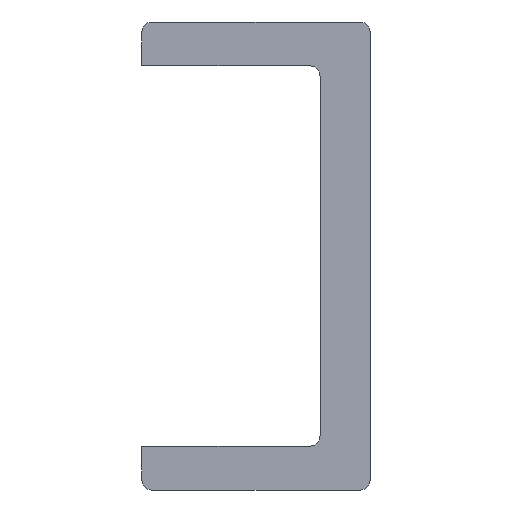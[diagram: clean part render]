
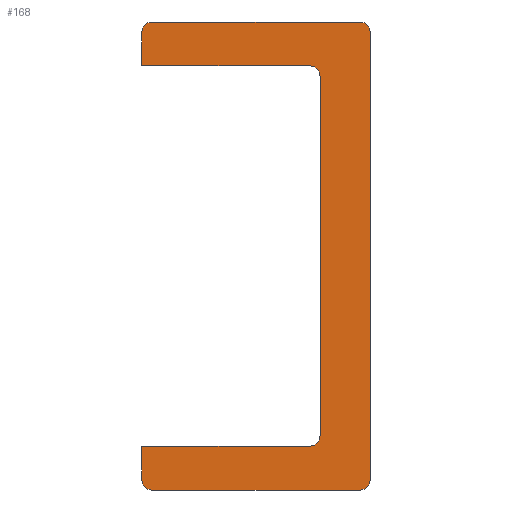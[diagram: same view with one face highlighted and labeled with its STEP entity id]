
A CAD part, front view. The second image highlights one B-rep face of the part: STEP entity #168.
In plain terms, the highlighted planar face has unit normal (0, -1, 0).
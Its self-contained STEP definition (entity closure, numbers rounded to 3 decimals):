
#168 = ADVANCED_FACE( '', ( #417 ), #418, .F. );
#417 = FACE_OUTER_BOUND( '', #732, .T. );
#418 = PLANE( '', #733 );
#732 = EDGE_LOOP( '', ( #1135, #1136, #1137, #1138, #1139, #1140, #1141, #1142, #1143, #1144, #1145, #1146, #1147, #1148 ) );
#733 = AXIS2_PLACEMENT_3D( '', #1149, #1150, #1151 );
#1135 = ORIENTED_EDGE( '', *, *, #1441, .F. );
#1136 = ORIENTED_EDGE( '', *, *, #1510, .T. );
#1137 = ORIENTED_EDGE( '', *, *, #1471, .F. );
#1138 = ORIENTED_EDGE( '', *, *, #1511, .T. );
#1139 = ORIENTED_EDGE( '', *, *, #1512, .F. );
#1140 = ORIENTED_EDGE( '', *, *, #1513, .F. );
#1141 = ORIENTED_EDGE( '', *, *, #1408, .F. );
#1142 = ORIENTED_EDGE( '', *, *, #1514, .F. );
#1143 = ORIENTED_EDGE( '', *, *, #1481, .F. );
#1144 = ORIENTED_EDGE( '', *, *, #1515, .F. );
#1145 = ORIENTED_EDGE( '', *, *, #1399, .F. );
#1146 = ORIENTED_EDGE( '', *, *, #1389, .T. );
#1147 = ORIENTED_EDGE( '', *, *, #1516, .F. );
#1148 = ORIENTED_EDGE( '', *, *, #1517, .T. );
#1149 = CARTESIAN_POINT( '', ( -10.5, 0., 21.5 ) );
#1150 = DIRECTION( '', ( 0., 1., 0. ) );
#1151 = DIRECTION( '', ( 0., 0., 1. ) );
#1389 = EDGE_CURVE( '', #1584, #1582, #1585, .F. );
#1399 = EDGE_CURVE( '', #1584, #1600, #1601, .T. );
#1408 = EDGE_CURVE( '', #1614, #1615, #1616, .T. );
#1441 = EDGE_CURVE( '', #1677, #1679, #1680, .T. );
#1471 = EDGE_CURVE( '', #1724, #1725, #1726, .T. );
#1481 = EDGE_CURVE( '', #1741, #1742, #1743, .T. );
#1510 = EDGE_CURVE( '', #1677, #1725, #1788, .F. );
#1511 = EDGE_CURVE( '', #1724, #1789, #1790, .F. );
#1512 = EDGE_CURVE( '', #1791, #1789, #1792, .T. );
#1513 = EDGE_CURVE( '', #1615, #1791, #1793, .T. );
#1514 = EDGE_CURVE( '', #1742, #1614, #1794, .T. );
#1515 = EDGE_CURVE( '', #1600, #1741, #1795, .T. );
#1516 = EDGE_CURVE( '', #1796, #1582, #1797, .T. );
#1517 = EDGE_CURVE( '', #1796, #1679, #1798, .F. );
#1582 = VERTEX_POINT( '', #1876 );
#1584 = VERTEX_POINT( '', #1879 );
#1585 = CIRCLE( '', #1880, 0.9 );
#1600 = VERTEX_POINT( '', #1897 );
#1601 = LINE( '', #1898, #1899 );
#1614 = VERTEX_POINT( '', #1913 );
#1615 = VERTEX_POINT( '', #1914 );
#1616 = CIRCLE( '', #1915, 1. );
#1677 = VERTEX_POINT( '', #1979 );
#1679 = VERTEX_POINT( '', #1982 );
#1680 = LINE( '', #1983, #1984 );
#1724 = VERTEX_POINT( '', #2029 );
#1725 = VERTEX_POINT( '', #2030 );
#1726 = LINE( '', #2031, #2032 );
#1741 = VERTEX_POINT( '', #2050 );
#1742 = VERTEX_POINT( '', #2051 );
#1743 = CIRCLE( '', #2052, 1. );
#1788 = CIRCLE( '', #2099, 0.9 );
#1789 = VERTEX_POINT( '', #2100 );
#1790 = CIRCLE( '', #2101, 0.9 );
#1791 = VERTEX_POINT( '', #2102 );
#1792 = LINE( '', #2103, #2104 );
#1793 = LINE( '', #2105, #2106 );
#1794 = LINE( '', #2107, #2108 );
#1795 = LINE( '', #2109, #2110 );
#1796 = VERTEX_POINT( '', #2111 );
#1797 = LINE( '', #2112, #2113 );
#1798 = CIRCLE( '', #2114, 0.9 );
#1876 = CARTESIAN_POINT( '', ( -9.6, 0., -21.5 ) );
#1879 = CARTESIAN_POINT( '', ( -10.5, 0., -20.6 ) );
#1880 = AXIS2_PLACEMENT_3D( '', #2202, #2203, #2204 );
#1897 = CARTESIAN_POINT( '', ( -10.5, 0., -17.5 ) );
#1898 = CARTESIAN_POINT( '', ( -10.5, 0., -21.5 ) );
#1899 = VECTOR( '', #2219, 1000. );
#1913 = CARTESIAN_POINT( '', ( 5.9, 0., 16.5 ) );
#1914 = CARTESIAN_POINT( '', ( 4.9, 0., 17.5 ) );
#1915 = AXIS2_PLACEMENT_3D( '', #2233, #2234, #2235 );
#1979 = CARTESIAN_POINT( '', ( 10.5, 0., 20.6 ) );
#1982 = CARTESIAN_POINT( '', ( 10.5, 0., -20.6 ) );
#1983 = CARTESIAN_POINT( '', ( 10.5, 0., 21.5 ) );
#1984 = VECTOR( '', #2318, 1000. );
#2029 = CARTESIAN_POINT( '', ( -9.6, 0., 21.5 ) );
#2030 = CARTESIAN_POINT( '', ( 9.6, 0., 21.5 ) );
#2031 = CARTESIAN_POINT( '', ( -10.5, 0., 21.5 ) );
#2032 = VECTOR( '', #2362, 1000. );
#2050 = CARTESIAN_POINT( '', ( 4.9, 0., -17.5 ) );
#2051 = CARTESIAN_POINT( '', ( 5.9, 0., -16.5 ) );
#2052 = AXIS2_PLACEMENT_3D( '', #2375, #2376, #2377 );
#2099 = AXIS2_PLACEMENT_3D( '', #2425, #2426, #2427 );
#2100 = CARTESIAN_POINT( '', ( -10.5, 0., 20.6 ) );
#2101 = AXIS2_PLACEMENT_3D( '', #2428, #2429, #2430 );
#2102 = CARTESIAN_POINT( '', ( -10.5, 0., 17.5 ) );
#2103 = CARTESIAN_POINT( '', ( -10.5, 0., -21.5 ) );
#2104 = VECTOR( '', #2431, 1000. );
#2105 = CARTESIAN_POINT( '', ( 4.9, 0., 17.5 ) );
#2106 = VECTOR( '', #2432, 1000. );
#2107 = CARTESIAN_POINT( '', ( 5.9, 0., 16.5 ) );
#2108 = VECTOR( '', #2433, 1000. );
#2109 = CARTESIAN_POINT( '', ( 4.9, 0., -17.5 ) );
#2110 = VECTOR( '', #2434, 1000. );
#2111 = CARTESIAN_POINT( '', ( 9.6, 0., -21.5 ) );
#2112 = CARTESIAN_POINT( '', ( 10.5, 0., -21.5 ) );
#2113 = VECTOR( '', #2435, 1000. );
#2114 = AXIS2_PLACEMENT_3D( '', #2436, #2437, #2438 );
#2202 = CARTESIAN_POINT( '', ( -9.6, 0., -20.6 ) );
#2203 = DIRECTION( '', ( 0., 1., 0. ) );
#2204 = DIRECTION( '', ( 0., 0., 1. ) );
#2219 = DIRECTION( '', ( 0., 0., 1. ) );
#2233 = CARTESIAN_POINT( '', ( 4.9, 0., 16.5 ) );
#2234 = DIRECTION( '', ( 0., -1., 0. ) );
#2235 = DIRECTION( '', ( -1., 0., 0. ) );
#2318 = DIRECTION( '', ( 0., 0., -1. ) );
#2362 = DIRECTION( '', ( 1., 0., 0. ) );
#2375 = CARTESIAN_POINT( '', ( 4.9, 0., -16.5 ) );
#2376 = DIRECTION( '', ( 0., -1., 0. ) );
#2377 = DIRECTION( '', ( -1., 0., 0. ) );
#2425 = CARTESIAN_POINT( '', ( 9.6, 0., 20.6 ) );
#2426 = DIRECTION( '', ( 0., 1., 0. ) );
#2427 = DIRECTION( '', ( 0., 0., 1. ) );
#2428 = CARTESIAN_POINT( '', ( -9.6, 0., 20.6 ) );
#2429 = DIRECTION( '', ( 0., 1., 0. ) );
#2430 = DIRECTION( '', ( 0., 0., 1. ) );
#2431 = DIRECTION( '', ( 0., 0., 1. ) );
#2432 = DIRECTION( '', ( -1., 0., 0. ) );
#2433 = DIRECTION( '', ( 0., 0., 1. ) );
#2434 = DIRECTION( '', ( 1., 0., 0. ) );
#2435 = DIRECTION( '', ( -1., 0., 0. ) );
#2436 = CARTESIAN_POINT( '', ( 9.6, 0., -20.6 ) );
#2437 = DIRECTION( '', ( 0., 1., 0. ) );
#2438 = DIRECTION( '', ( 0., 0., 1. ) );
